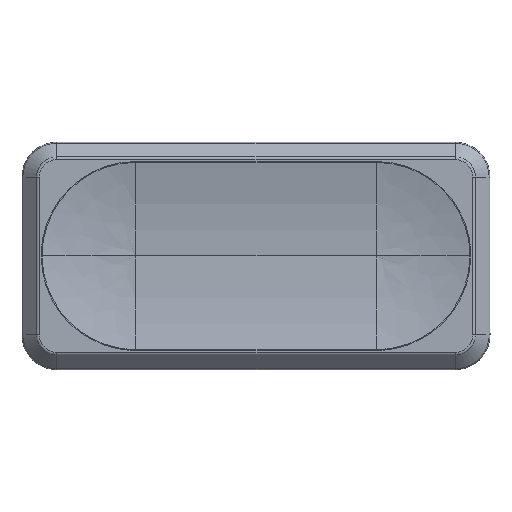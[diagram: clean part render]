
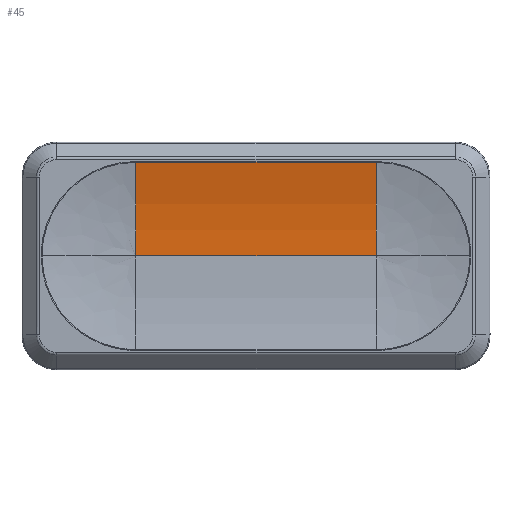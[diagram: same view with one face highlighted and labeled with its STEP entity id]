
A CAD part, top view. The second image highlights one B-rep face of the part: STEP entity #45.
In plain terms, the highlighted free-form (B-spline) face has degree [1, 2] with [2, 3] control points.
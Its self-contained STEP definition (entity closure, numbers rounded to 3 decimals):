
#45=ADVANCED_FACE('',(#142),#1352,.T.);
#142=FACE_OUTER_BOUND('',#239,.T.);
#239=EDGE_LOOP('',(#414,#415,#416,#417));
#414=ORIENTED_EDGE('',*,*,#808,.T.);
#415=ORIENTED_EDGE('',*,*,#800,.T.);
#416=ORIENTED_EDGE('',*,*,#809,.T.);
#417=ORIENTED_EDGE('',*,*,#790,.F.);
#790=EDGE_CURVE('',#1207,#1206,#967,.T.);
#800=EDGE_CURVE('',#1214,#1213,#977,.T.);
#808=EDGE_CURVE('',#1207,#1214,#985,.T.);
#809=EDGE_CURVE('',#1213,#1206,#986,.T.);
#967=(
BOUNDED_CURVE()
B_SPLINE_CURVE(2,(#2248,#2249,#2250),.UNSPECIFIED.,.F.,.F.)
B_SPLINE_CURVE_WITH_KNOTS((3,3),(0.092,7.517),
 .UNSPECIFIED.)
CURVE()
GEOMETRIC_REPRESENTATION_ITEM()
RATIONAL_B_SPLINE_CURVE((1.,1.,1.))
REPRESENTATION_ITEM('')
);
#977=(
BOUNDED_CURVE()
B_SPLINE_CURVE(2,(#2278,#2279,#2280),.UNSPECIFIED.,.F.,.F.)
B_SPLINE_CURVE_WITH_KNOTS((3,3),(0.092,7.517),
 .UNSPECIFIED.)
CURVE()
GEOMETRIC_REPRESENTATION_ITEM()
RATIONAL_B_SPLINE_CURVE((1.,1.,1.))
REPRESENTATION_ITEM('')
);
#985=(
BOUNDED_CURVE()
B_SPLINE_CURVE(1,(#2302,#2303),.UNSPECIFIED.,.F.,.F.)
B_SPLINE_CURVE_WITH_KNOTS((2,2),(0.,1.),.UNSPECIFIED.)
CURVE()
GEOMETRIC_REPRESENTATION_ITEM()
RATIONAL_B_SPLINE_CURVE((1.,1.))
REPRESENTATION_ITEM('')
);
#986=(
BOUNDED_CURVE()
B_SPLINE_CURVE(1,(#2304,#2305),.UNSPECIFIED.,.F.,.F.)
B_SPLINE_CURVE_WITH_KNOTS((2,2),(-1.,0.),.UNSPECIFIED.)
CURVE()
GEOMETRIC_REPRESENTATION_ITEM()
RATIONAL_B_SPLINE_CURVE((1.,1.))
REPRESENTATION_ITEM('')
);
#1206=VERTEX_POINT('',#1980);
#1207=VERTEX_POINT('',#1981);
#1213=VERTEX_POINT('',#1987);
#1214=VERTEX_POINT('',#1988);
#1352=(
BOUNDED_SURFACE()
B_SPLINE_SURFACE(1,2,((#1671,#1672,#1673),(#1674,#1675,#1676)),
 .UNSPECIFIED.,.F.,.F.,.F.)
B_SPLINE_SURFACE_WITH_KNOTS((2,2),(3,3),(0.,1.),(0.092,7.517),
 .UNSPECIFIED.)
GEOMETRIC_REPRESENTATION_ITEM()
RATIONAL_B_SPLINE_SURFACE(((1.,1.,1.),(1.,1.,1.)))
REPRESENTATION_ITEM('')
SURFACE()
);
#1671=CARTESIAN_POINT('',(-11.294,117.793,0.892));
#1672=CARTESIAN_POINT('',(-11.294,114.089,0.));
#1673=CARTESIAN_POINT('',(-11.294,110.384,0.));
#1674=CARTESIAN_POINT('',(-30.344,117.793,0.892));
#1675=CARTESIAN_POINT('',(-30.344,114.089,0.));
#1676=CARTESIAN_POINT('',(-30.344,110.384,0.));
#1980=CARTESIAN_POINT('',(-11.294,110.384,0.));
#1981=CARTESIAN_POINT('',(-11.294,117.793,0.892));
#1987=CARTESIAN_POINT('',(-30.344,110.384,0.));
#1988=CARTESIAN_POINT('',(-30.344,117.793,0.892));
#2248=CARTESIAN_POINT('',(-11.294,117.793,0.892));
#2249=CARTESIAN_POINT('',(-11.294,114.089,0.));
#2250=CARTESIAN_POINT('',(-11.294,110.384,0.));
#2278=CARTESIAN_POINT('',(-30.344,117.793,0.892));
#2279=CARTESIAN_POINT('',(-30.344,114.089,0.));
#2280=CARTESIAN_POINT('',(-30.344,110.384,0.));
#2302=CARTESIAN_POINT('',(-11.294,117.793,0.892));
#2303=CARTESIAN_POINT('',(-30.344,117.793,0.892));
#2304=CARTESIAN_POINT('',(-30.344,110.384,0.));
#2305=CARTESIAN_POINT('',(-11.294,110.384,0.));
